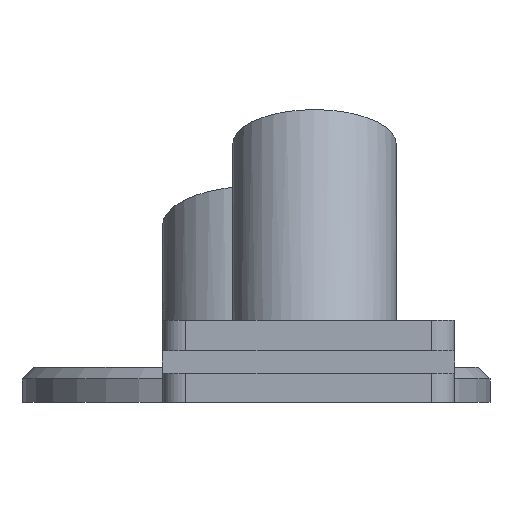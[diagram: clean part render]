
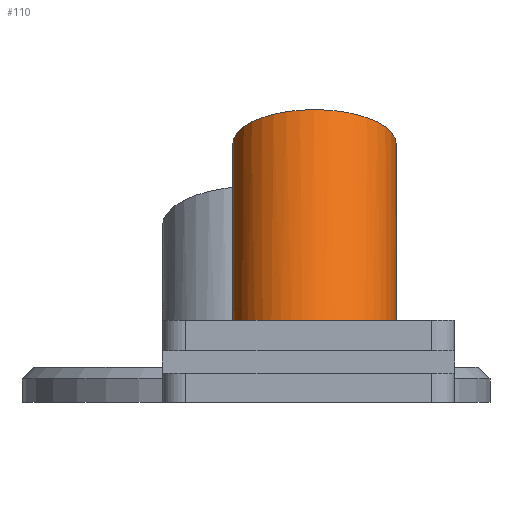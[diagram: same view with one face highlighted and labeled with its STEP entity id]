
A CAD part, left-side view. The second image highlights one B-rep face of the part: STEP entity #110.
In plain terms, the highlighted cylindrical face has radius 7 mm (diameter 14 mm), a full revolution.
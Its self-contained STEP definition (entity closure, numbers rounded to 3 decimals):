
#69=CARTESIAN_POINT('',(2.222,22.,22.063));
#70=DIRECTION('',(-0.423,0.,-0.906));
#71=DIRECTION('',(-0.906,0.,0.423));
#72=AXIS2_PLACEMENT_3D('',#69,#70,#71);
#73=CYLINDRICAL_SURFACE('',#72,7.);
#74=CARTESIAN_POINT('',(-12.526,22.,7.));
#75=VERTEX_POINT('',#74);
#76=CARTESIAN_POINT('',(-4.122,22.,25.021));
#77=VERTEX_POINT('',#76);
#78=CARTESIAN_POINT('',(-12.526,22.,7.));
#79=DIRECTION('',(0.423,-0.,0.906));
#80=VECTOR('',#79,19.884);
#81=LINE('',#78,#80);
#82=EDGE_CURVE('',#75,#77,#81,.T.);
#83=ORIENTED_EDGE('',*,*,#82,.T.);
#84=CARTESIAN_POINT('',(8.566,22.,19.105));
#85=VERTEX_POINT('',#84);
#86=CARTESIAN_POINT('',(2.222,22.,22.063));
#87=DIRECTION('',(0.423,0.,0.906));
#88=DIRECTION('',(0.906,0.,-0.423));
#89=AXIS2_PLACEMENT_3D('',#86,#87,#88);
#90=CIRCLE('',#89,7.);
#91=EDGE_CURVE('',#85,#77,#90,.T.);
#92=ORIENTED_EDGE('',*,*,#91,.F.);
#93=CARTESIAN_POINT('',(2.222,22.,22.063));
#94=DIRECTION('',(0.423,0.,0.906));
#95=DIRECTION('',(0.906,0.,-0.423));
#96=AXIS2_PLACEMENT_3D('',#93,#94,#95);
#97=CIRCLE('',#96,7.);
#98=EDGE_CURVE('',#77,#85,#97,.T.);
#99=ORIENTED_EDGE('',*,*,#98,.F.);
#100=ORIENTED_EDGE('',*,*,#82,.F.);
#101=CARTESIAN_POINT('',(-4.802,22.,7.));
#102=DIRECTION('',(0.,0.,1.));
#103=DIRECTION('',(-1.,0.,0.));
#104=AXIS2_PLACEMENT_3D('',#101,#102,#103);
#105=ELLIPSE('',#104,7.724,7.);
#106=EDGE_CURVE('',#75,#75,#105,.T.);
#107=ORIENTED_EDGE('',*,*,#106,.T.);
#108=EDGE_LOOP('',(#83,#92,#99,#100,#107));
#109=FACE_BOUND('',#108,.T.);
#110=ADVANCED_FACE('',(#109),#73,.T.);
